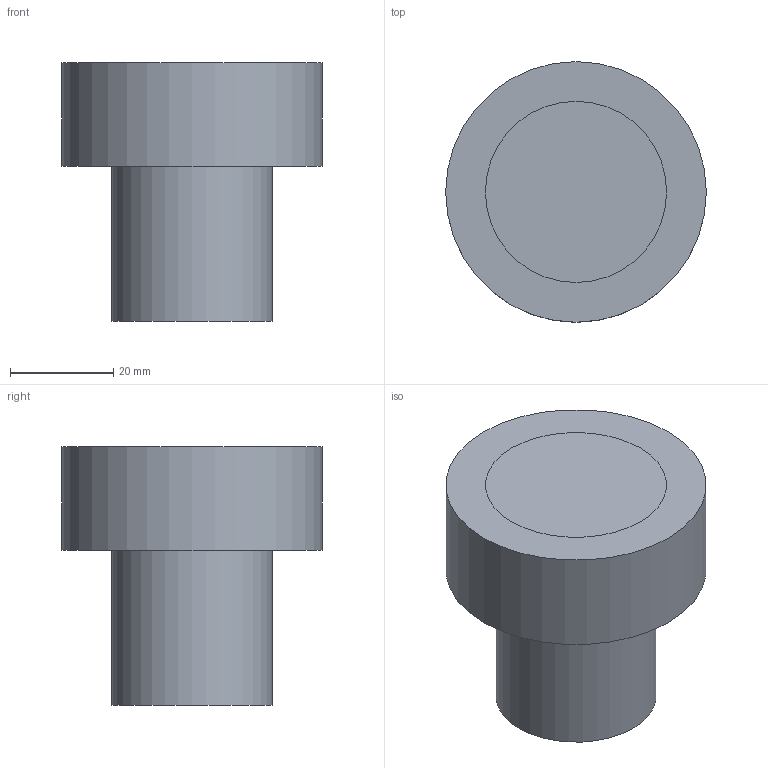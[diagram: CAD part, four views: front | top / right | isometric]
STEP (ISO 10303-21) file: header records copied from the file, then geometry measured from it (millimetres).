
FILE_DESCRIPTION(('FreeCAD Model'),'2;1');
FILE_NAME('holder1.step','2018-10-31T19:11:38',( 'Author'),(''),'Open CASCADE STEP processor 6.8','FreeCAD','Unknown' );
FILE_SCHEMA(('AUTOMOTIVE_DESIGN_CC2 { 1 2 10303 214 -1 1 5 4 }'));
Length unit declared in the file: millimetre
Products named in the file (4): ASSEMBLY; Zylinder; Pocket; Pad
Assembly tree (3 placements, depth 2):
  ASSEMBLY
    Zylinder
    Pocket
    Pad
Bounding box: 50.44 x 50.44 x 50 mm (x, y, z)
Surface area: 26260.5 mm2
Topology: 3 solids, 3 shells, 15 faces, 18 edges, 12 vertices
Faces by surface type: plane 9, cylinder 6
Full cylindrical faces by diameter (mm): 31 x3, 35.077 x1, 50.444 x2
Entity records: 653 total; most frequent: CARTESIAN_POINT 133, DIRECTION 96, ORIENTED_EDGE 36, PCURVE 36, DEFINITIONAL_REPRESENTATION 36, AXIS2_PLACEMENT_3D 31, LINE 30, VECTOR 30
